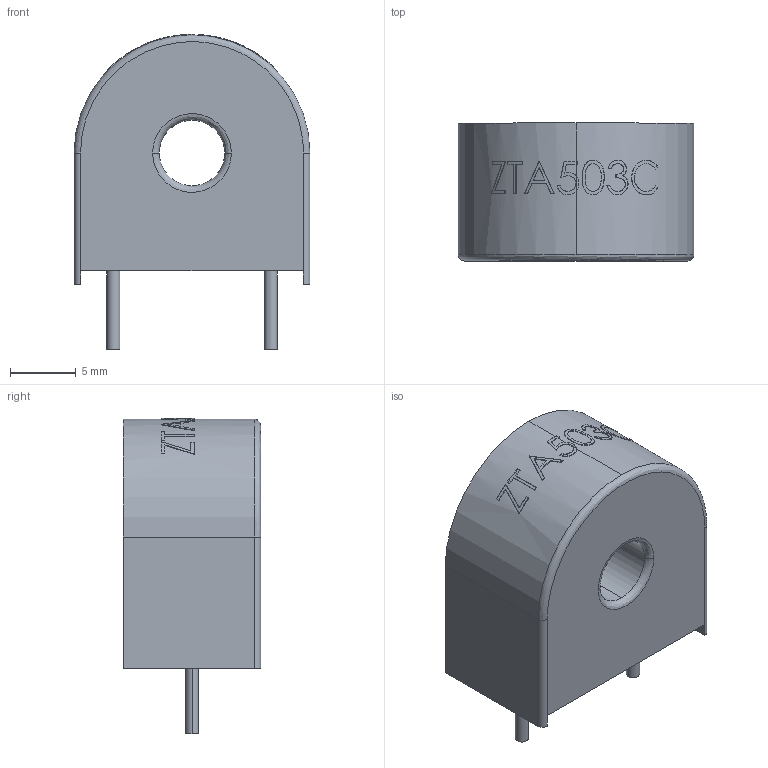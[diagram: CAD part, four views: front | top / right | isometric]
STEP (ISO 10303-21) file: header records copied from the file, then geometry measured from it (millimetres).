
FILE_DESCRIPTION (( 'STEP AP214' ), '1' );
FILE_NAME ('ZTA503Csw3.STEP', '2014-11-26T16:57:46', ( '' ), ( '' ), 'SwSTEP 2.0', 'SolidWorks 2014', '' );
FILE_SCHEMA (( 'AUTOMOTIVE_DESIGN' ));
Length unit declared in the file: millimetre
Products named in the file (1): ZTA503Csw3
Bounding box: 18 x 10.5 x 24.05 mm (x, y, z)
Volume: 2824.3 mm3; surface area: 1458.7 mm2
Topology: 1 solids, 1 shells, 123 faces, 323 edges, 214 vertices
Faces by surface type: bspline 55, plane 42, cylinder 26
Entity records: 9844 total; most frequent: CARTESIAN_POINT 6815, ORIENTED_EDGE 646, DIRECTION 358, EDGE_CURVE 323, VERTEX_POINT 214, B_SPLINE_CURVE_WITH_KNOTS 172, AXIS2_PLACEMENT_3D 141, EDGE_LOOP 137
